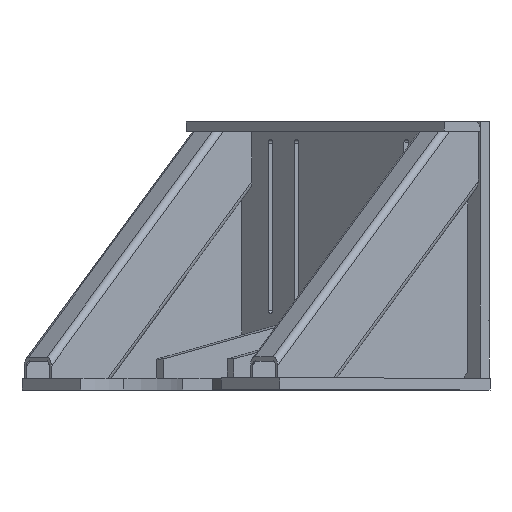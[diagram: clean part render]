
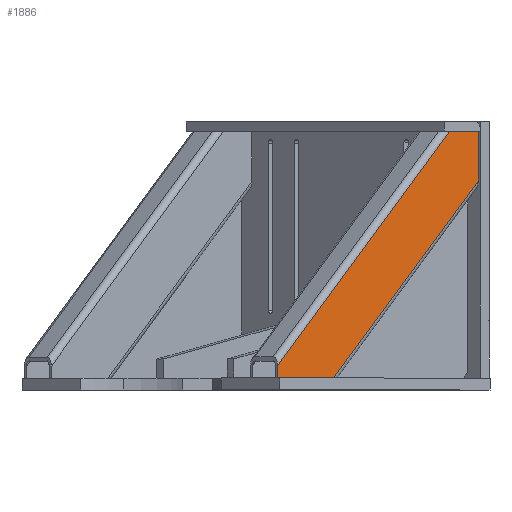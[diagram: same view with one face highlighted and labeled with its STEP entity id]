
A CAD part, top view. The second image highlights one B-rep face of the part: STEP entity #1886.
In plain terms, the highlighted planar face has unit normal (0.707, 0, 0.707).
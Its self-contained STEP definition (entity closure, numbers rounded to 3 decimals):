
#1864=AXIS2_PLACEMENT_3D('Plane Axis2P3D',#1861,#1862,#1863) ;
#347=CARTESIAN_POINT('Vertex',(1407.555,1279.324,-401.186)) ;
#350=CARTESIAN_POINT('Line Origine',(1407.555,1180.254,-401.186)) ;
#354=CARTESIAN_POINT('Vertex',(1407.555,1081.183,-401.186)) ;
#395=CARTESIAN_POINT('Line Origine',(1519.636,1234.25,-513.266)) ;
#399=CARTESIAN_POINT('Vertex',(834.061,297.967,172.308)) ;
#429=CARTESIAN_POINT('Vertex',(610.953,297.967,395.417)) ;
#538=CARTESIAN_POINT('Line Origine',(722.507,297.967,283.862)) ;
#1128=CARTESIAN_POINT('Vertex',(1294.089,1279.324,-287.719)) ;
#1133=CARTESIAN_POINT('Line Origine',(1350.822,1279.324,-344.453)) ;
#1861=CARTESIAN_POINT('Axis2P3D Location',(1519.636,1234.25,-513.266)) ;
#1866=CARTESIAN_POINT('Line Origine',(610.953,322.17,395.417)) ;
#1870=CARTESIAN_POINT('Vertex',(610.953,346.372,395.417)) ;
#1873=CARTESIAN_POINT('Line Origine',(952.521,812.848,53.849)) ;
#351=DIRECTION('Vector Direction',(0.,-1.,0.)) ;
#396=DIRECTION('Vector Direction',(-0.509,-0.695,0.509)) ;
#539=DIRECTION('Vector Direction',(-0.707,0.,0.707)) ;
#1134=DIRECTION('Vector Direction',(0.707,0.,-0.707)) ;
#1862=DIRECTION('Axis2P3D Direction',(-0.707,0.,-0.707)) ;
#1863=DIRECTION('Axis2P3D XDirection',(-0.707,0.,0.707)) ;
#1867=DIRECTION('Vector Direction',(0.,1.,0.)) ;
#1874=DIRECTION('Vector Direction',(0.509,0.695,-0.509)) ;
#352=VECTOR('Line Direction',#351,1.) ;
#397=VECTOR('Line Direction',#396,1.) ;
#540=VECTOR('Line Direction',#539,1.) ;
#1135=VECTOR('Line Direction',#1134,1.) ;
#1868=VECTOR('Line Direction',#1867,1.) ;
#1875=VECTOR('Line Direction',#1874,1.) ;
#1879=ORIENTED_EDGE('',*,*,#1872,.F.) ;
#1880=ORIENTED_EDGE('',*,*,#542,.F.) ;
#1881=ORIENTED_EDGE('',*,*,#401,.F.) ;
#1882=ORIENTED_EDGE('',*,*,#356,.F.) ;
#1883=ORIENTED_EDGE('',*,*,#1137,.F.) ;
#1884=ORIENTED_EDGE('',*,*,#1877,.F.) ;
#1886=ADVANCED_FACE('108915-1/110833-2-solid1',(#1885),#1865,.F.) ;
#356=EDGE_CURVE('',#348,#355,#353,.T.) ;
#401=EDGE_CURVE('',#355,#400,#398,.T.) ;
#542=EDGE_CURVE('',#400,#430,#541,.T.) ;
#1137=EDGE_CURVE('',#1129,#348,#1136,.T.) ;
#1872=EDGE_CURVE('',#430,#1871,#1869,.T.) ;
#1877=EDGE_CURVE('',#1871,#1129,#1876,.T.) ;
#1878=EDGE_LOOP('',(#1879,#1880,#1881,#1882,#1883,#1884)) ;
#1885=FACE_OUTER_BOUND('',#1878,.T.) ;
#353=LINE('Line',#350,#352) ;
#398=LINE('Line',#395,#397) ;
#541=LINE('Line',#538,#540) ;
#1136=LINE('Line',#1133,#1135) ;
#1869=LINE('Line',#1866,#1868) ;
#1876=LINE('Line',#1873,#1875) ;
#1865=PLANE('Plane',#1864) ;
#348=VERTEX_POINT('',#347) ;
#355=VERTEX_POINT('',#354) ;
#400=VERTEX_POINT('',#399) ;
#430=VERTEX_POINT('',#429) ;
#1129=VERTEX_POINT('',#1128) ;
#1871=VERTEX_POINT('',#1870) ;
